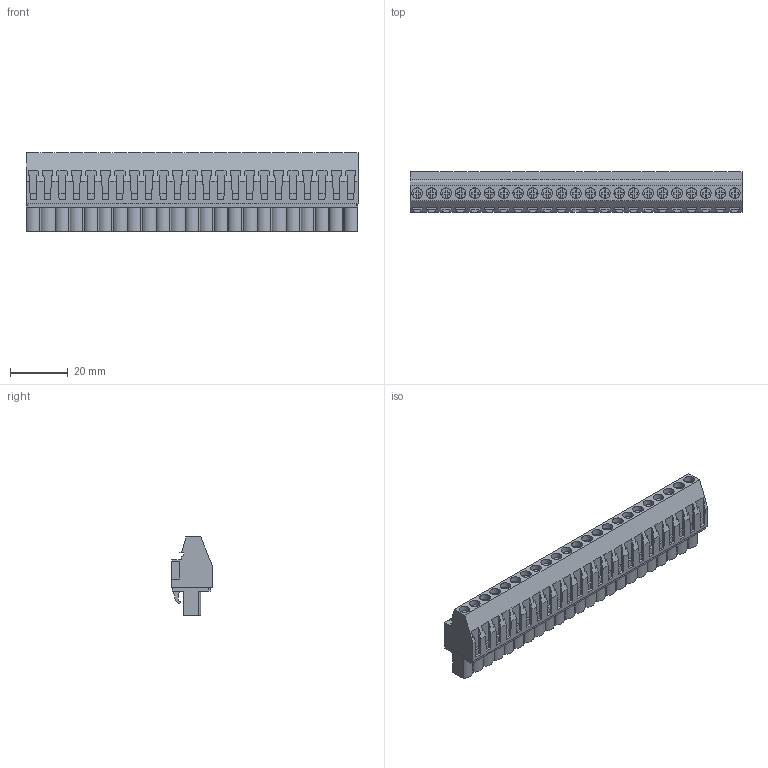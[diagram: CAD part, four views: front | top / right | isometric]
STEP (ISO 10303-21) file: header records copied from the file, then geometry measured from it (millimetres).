
FILE_DESCRIPTION(('CATIA V5 STEP Exchange','CAx-IF Rec.Pracs.--- Model Styling and Organization---1.2---2011-12-15'),'2;1');
FILE_NAME ('D1460405_0_1957800000_1957800000.stp','2017-09-20T12:59:14+00:00',('none'),('Weidmueller'),'CATIA Version 5-6 Release 2014','CATIA V5 STEP AP214','none');
FILE_SCHEMA(('AUTOMOTIVE_DESIGN { 1 0 10303 214 1 1 1 1 }'));
Length unit declared in the file: millimetre
Products named in the file (1): 1957800000
Bounding box: 115 x 14.05 x 27.2 mm (x, y, z)
Volume: 26190.6 mm3; surface area: 14905.8 mm2
Topology: 24 solids, 24 shells, 1430 faces, 3974 edges, 2685 vertices
Faces by surface type: plane 1215, cylinder 205, extrusion 10
Entity records: 41855 total; most frequent: ORIENTED_EDGE 7948, CARTESIAN_POINT 7653, DIRECTION 5512, EDGE_CURVE 3974, VECTOR 3452, LINE 3442, VERTEX_POINT 2685, EDGE_LOOP 1523
